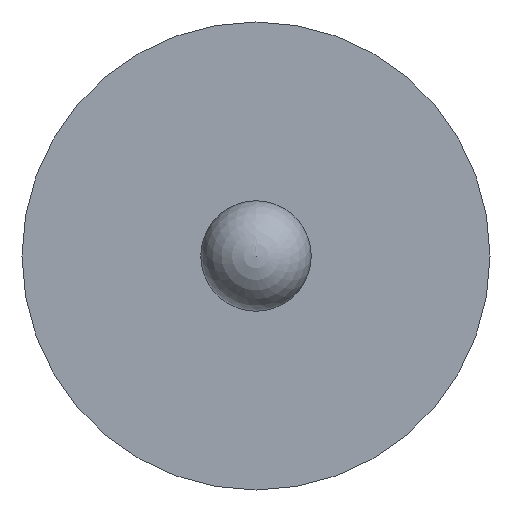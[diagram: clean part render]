
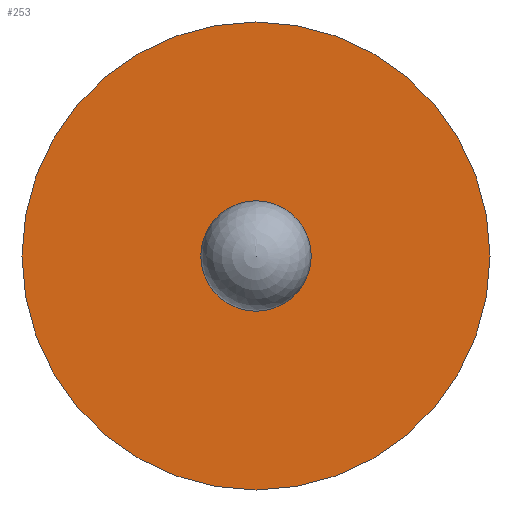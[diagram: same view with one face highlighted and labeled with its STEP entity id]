
A CAD part, front view. The second image highlights one B-rep face of the part: STEP entity #253.
In plain terms, the highlighted planar face has unit normal (0, -1, 0).
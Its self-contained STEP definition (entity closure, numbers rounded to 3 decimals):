
#21=FACE_BOUND('',#82,.T.);
#25=PLANE('',#300);
#62=FACE_OUTER_BOUND('',#81,.T.);
#81=EDGE_LOOP('',(#211));
#82=EDGE_LOOP('',(#212));
#95=CIRCLE('',#282,0.216);
#106=CIRCLE('',#301,0.914);
#121=VERTEX_POINT('',#425);
#131=VERTEX_POINT('',#459);
#145=EDGE_CURVE('',#121,#121,#95,.T.);
#160=EDGE_CURVE('',#131,#131,#106,.T.);
#211=ORIENTED_EDGE('',*,*,#160,.F.);
#212=ORIENTED_EDGE('',*,*,#145,.T.);
#253=ADVANCED_FACE('',(#62,#21),#25,.F.);
#282=AXIS2_PLACEMENT_3D('',#427,#333,#334);
#300=AXIS2_PLACEMENT_3D('',#458,#373,#374);
#301=AXIS2_PLACEMENT_3D('',#460,#375,#376);
#333=DIRECTION('center_axis',(0.,1.,0.));
#334=DIRECTION('ref_axis',(1.,0.,0.));
#373=DIRECTION('center_axis',(0.,1.,0.));
#374=DIRECTION('ref_axis',(-1.,0.,0.));
#375=DIRECTION('center_axis',(0.,1.,0.));
#376=DIRECTION('ref_axis',(-1.,0.,0.));
#425=CARTESIAN_POINT('',(-0.216,0.069,0.));
#427=CARTESIAN_POINT('Origin',(0.,0.069,0.));
#458=CARTESIAN_POINT('Origin',(0.,0.069,0.));
#459=CARTESIAN_POINT('',(0.914,0.069,0.));
#460=CARTESIAN_POINT('Origin',(0.,0.069,0.));
